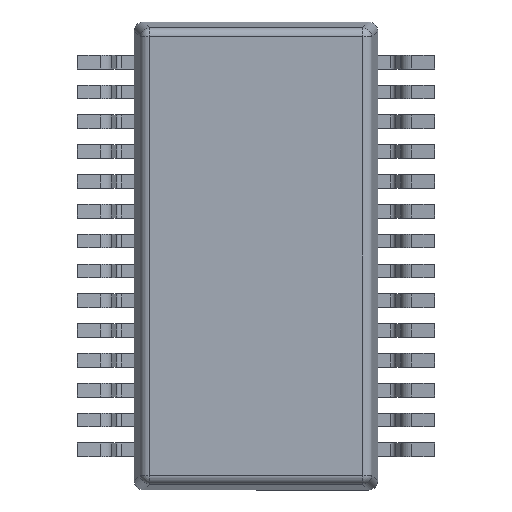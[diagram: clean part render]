
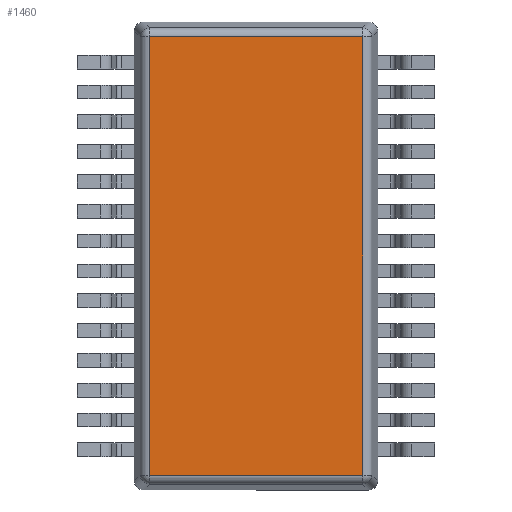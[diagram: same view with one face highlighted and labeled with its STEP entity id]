
A CAD part, front view. The second image highlights one B-rep face of the part: STEP entity #1460.
In plain terms, the highlighted planar face has unit normal (0, -1, 0).
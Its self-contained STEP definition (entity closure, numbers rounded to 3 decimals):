
#27 = AXIS2_PLACEMENT_3D ( 'NONE', #10656, #6549, #1325 ) ;
#572 = EDGE_CURVE ( 'NONE', #9046, #3453, #4371, .T. ) ;
#1130 = VERTEX_POINT ( 'NONE', #2846 ) ;
#1325 = DIRECTION ( 'NONE',  ( 0., 0., -1. ) ) ;
#1460 = ADVANCED_FACE ( 'NONE', ( #4011 ), #7510, .T. ) ;
#1605 = ORIENTED_EDGE ( 'NONE', *, *, #13294, .T. ) ;
#2714 = VECTOR ( 'NONE', #9273, 1000. ) ;
#2745 = VECTOR ( 'NONE', #6816, 1000. ) ;
#2799 = CARTESIAN_POINT ( 'NONE',  ( 2.323, 0.05, 4.773 ) ) ;
#2846 = CARTESIAN_POINT ( 'NONE',  ( -2.323, 0.05, -4.773 ) ) ;
#3453 = VERTEX_POINT ( 'NONE', #8080 ) ;
#3619 = CARTESIAN_POINT ( 'NONE',  ( 2.323, 0.05, -4.773 ) ) ;
#3745 = ORIENTED_EDGE ( 'NONE', *, *, #8154, .T. ) ;
#4011 = FACE_OUTER_BOUND ( 'NONE', #13353, .T. ) ;
#4371 = LINE ( 'NONE', #4873, #2714 ) ;
#4437 = LINE ( 'NONE', #13569, #10688 ) ;
#4873 = CARTESIAN_POINT ( 'NONE',  ( -2.491, 0.05, 4.773 ) ) ;
#4878 = LINE ( 'NONE', #12061, #2745 ) ;
#6160 = CARTESIAN_POINT ( 'NONE',  ( 2.491, 0.05, -4.773 ) ) ;
#6322 = ORIENTED_EDGE ( 'NONE', *, *, #572, .T. ) ;
#6549 = DIRECTION ( 'NONE',  ( 0., -1., 0. ) ) ;
#6816 = DIRECTION ( 'NONE',  ( 0., 0., -1. ) ) ;
#7510 = PLANE ( 'NONE',  #27 ) ;
#8080 = CARTESIAN_POINT ( 'NONE',  ( -2.323, 0.05, 4.773 ) ) ;
#8154 = EDGE_CURVE ( 'NONE', #3453, #1130, #4878, .T. ) ;
#8347 = DIRECTION ( 'NONE',  ( 1., 0., 0. ) ) ;
#9046 = VERTEX_POINT ( 'NONE', #2799 ) ;
#9273 = DIRECTION ( 'NONE',  ( -1., 0., 0. ) ) ;
#9681 = ORIENTED_EDGE ( 'NONE', *, *, #10746, .T. ) ;
#10656 = CARTESIAN_POINT ( 'NONE',  ( 0., 0.05, 0. ) ) ;
#10688 = VECTOR ( 'NONE', #12567, 1000. ) ;
#10746 = EDGE_CURVE ( 'NONE', #13492, #9046, #4437, .T. ) ;
#12061 = CARTESIAN_POINT ( 'NONE',  ( -2.323, 0.05, -4.941 ) ) ;
#12246 = LINE ( 'NONE', #6160, #13237 ) ;
#12567 = DIRECTION ( 'NONE',  ( 0., 0., 1. ) ) ;
#13237 = VECTOR ( 'NONE', #8347, 1000. ) ;
#13294 = EDGE_CURVE ( 'NONE', #1130, #13492, #12246, .T. ) ;
#13353 = EDGE_LOOP ( 'NONE', ( #6322, #3745, #1605, #9681 ) ) ;
#13492 = VERTEX_POINT ( 'NONE', #3619 ) ;
#13569 = CARTESIAN_POINT ( 'NONE',  ( 2.323, 0.05, 4.941 ) ) ;
